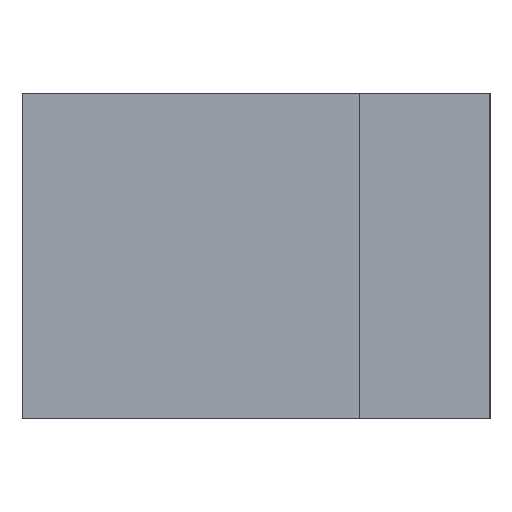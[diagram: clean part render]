
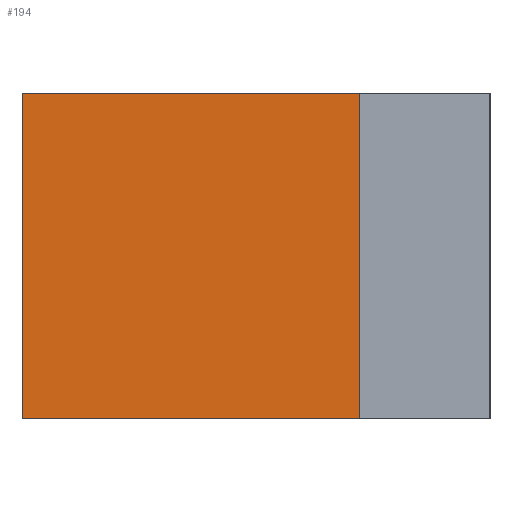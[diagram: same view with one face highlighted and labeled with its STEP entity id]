
A CAD part, left-side view. The second image highlights one B-rep face of the part: STEP entity #194.
In plain terms, the highlighted planar face has unit normal (-1, 0, 0).
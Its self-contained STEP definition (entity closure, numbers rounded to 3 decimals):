
#194 = ADVANCED_FACE( '', ( #299 ), #300, .T. );
#299 = FACE_OUTER_BOUND( '', #478, .T. );
#300 = PLANE( '', #479 );
#478 = EDGE_LOOP( '', ( #770, #771, #772, #773 ) );
#479 = AXIS2_PLACEMENT_3D( '', #774, #775, #776 );
#770 = ORIENTED_EDGE( '', *, *, #1271, .T. );
#771 = ORIENTED_EDGE( '', *, *, #1272, .F. );
#772 = ORIENTED_EDGE( '', *, *, #1273, .F. );
#773 = ORIENTED_EDGE( '', *, *, #1269, .T. );
#774 = CARTESIAN_POINT( '', ( -16., 16., 12.5 ) );
#775 = DIRECTION( '', ( -1., 0., 0. ) );
#776 = DIRECTION( '', ( 0., 1., 0. ) );
#1269 = EDGE_CURVE( '', #1496, #1494, #1497, .T. );
#1271 = EDGE_CURVE( '', #1494, #1499, #1500, .T. );
#1272 = EDGE_CURVE( '', #1501, #1499, #1502, .T. );
#1273 = EDGE_CURVE( '', #1496, #1501, #1503, .T. );
#1494 = VERTEX_POINT( '', #1832 );
#1496 = VERTEX_POINT( '', #1835 );
#1497 = LINE( '', #1836, #1837 );
#1499 = VERTEX_POINT( '', #1840 );
#1500 = LINE( '', #1841, #1842 );
#1501 = VERTEX_POINT( '', #1843 );
#1502 = LINE( '', #1844, #1845 );
#1503 = LINE( '', #1846, #1847 );
#1832 = CARTESIAN_POINT( '', ( -16., 16., -12.5 ) );
#1835 = CARTESIAN_POINT( '', ( -16., 16., 12.5 ) );
#1836 = CARTESIAN_POINT( '', ( -16., 16., 12.5 ) );
#1837 = VECTOR( '', #2207, 1. );
#1840 = CARTESIAN_POINT( '', ( -16., -10., -12.5 ) );
#1841 = CARTESIAN_POINT( '', ( -16., 16., -12.5 ) );
#1842 = VECTOR( '', #2209, 1. );
#1843 = CARTESIAN_POINT( '', ( -16., -10., 12.5 ) );
#1844 = CARTESIAN_POINT( '', ( -16., -10., 12.5 ) );
#1845 = VECTOR( '', #2210, 1. );
#1846 = CARTESIAN_POINT( '', ( -16., 16., 12.5 ) );
#1847 = VECTOR( '', #2211, 1. );
#2207 = DIRECTION( '', ( 0., 0., -1. ) );
#2209 = DIRECTION( '', ( 0., -1., 0. ) );
#2210 = DIRECTION( '', ( 0., 0., -1. ) );
#2211 = DIRECTION( '', ( 0., -1., 0. ) );
